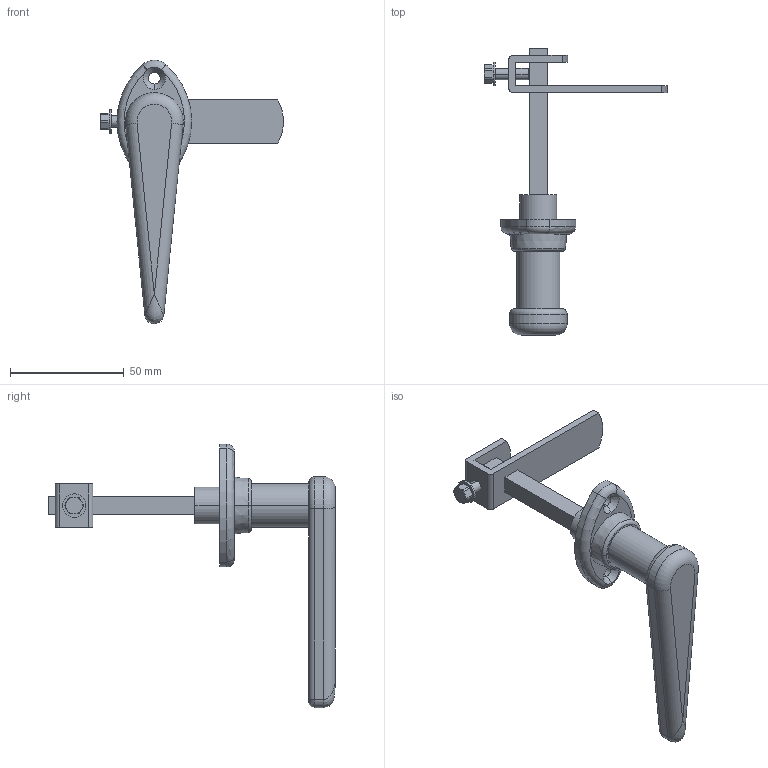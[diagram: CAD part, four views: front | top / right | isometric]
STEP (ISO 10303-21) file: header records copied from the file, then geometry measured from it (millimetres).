
FILE_DESCRIPTION((''),'2;1');
FILE_NAME('10AC7953.stp','2015-07-07T11:14:57',(''),(''),'Mechanical Desktop 2011','Mechanical Desktop 2011',', , ');
FILE_SCHEMA(('AUTOMOTIVE_DESIGN { 1 2 10303 214 1 1 1 1 }'));
Length unit declared in the file: inch
Products named in the file (1): Product
Bounding box: 80.47 x 125.98 x 115.85 mm (x, y, z)
Volume: 47447.7 mm3; surface area: 18907.3 mm2
Topology: 3 solids, 4 shells, 101 faces, 238 edges, 149 vertices
Faces by surface type: plane 41, cylinder 36, cone 14, torus 8, bspline 2
Entity records: 3141 total; most frequent: CARTESIAN_POINT 727, DIRECTION 510, ORIENTED_EDGE 474, EDGE_CURVE 237, AXIS2_PLACEMENT_3D 197, VERTEX_POINT 149, VECTOR 116, LINE 116
